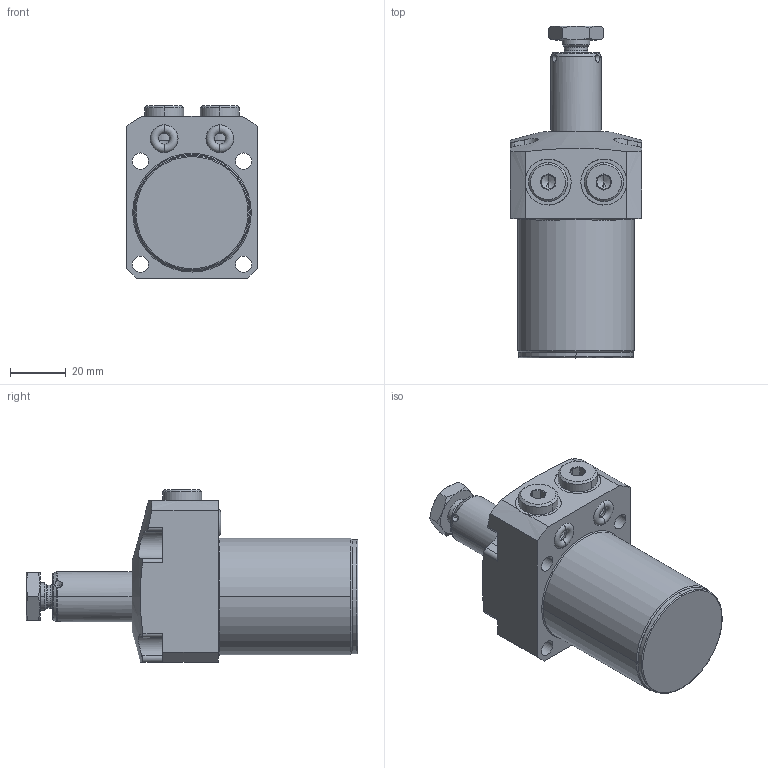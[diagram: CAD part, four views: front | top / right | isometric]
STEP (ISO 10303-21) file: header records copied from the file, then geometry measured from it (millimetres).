
FILE_DESCRIPTION((''),'2;1');
FILE_NAME('ILCML1403200L','2013-07-10T',('QAM'),(''),'PRO/ENGINEER BY PARAMETRIC TECHNOLOGY CORPORATION, 2007460','PRO/ENGINEER BY PARAMETRIC TECHNOLOGY CORPORATION, 2007460','');
FILE_SCHEMA(('AUTOMOTIVE_DESIGN_CC2 { 1 2 10303 214 -1 1 5 2 }'));
Length unit declared in the file: millimetre
Products named in the file (1): ILCML1403200L
Bounding box: 47 x 119 x 61.81 mm (x, y, z)
Volume: 148841.4 mm3; surface area: 24392.5 mm2
Topology: 3 solids, 7 shells, 215 faces, 530 edges, 329 vertices
Faces by surface type: cylinder 70, plane 68, cone 56, torus 21
Entity records: 8392 total; most frequent: CARTESIAN_POINT 1579, DIRECTION 1098, ORIENTED_EDGE 1024, PRESENTATION_STYLE_ASSIGNMENT 527, STYLED_ITEM 527, CURVE_STYLE 520, EDGE_CURVE 520, AXIS2_PLACEMENT_3D 448
